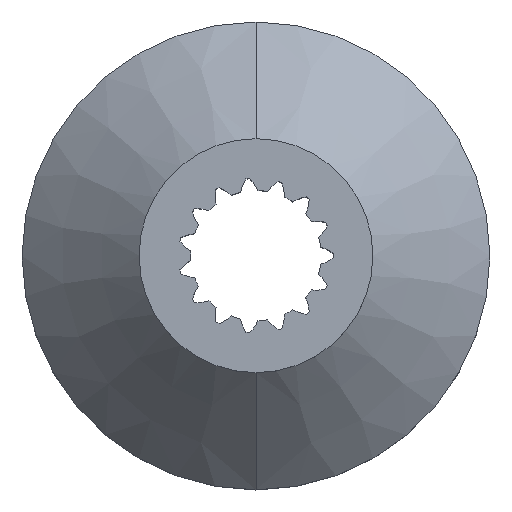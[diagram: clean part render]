
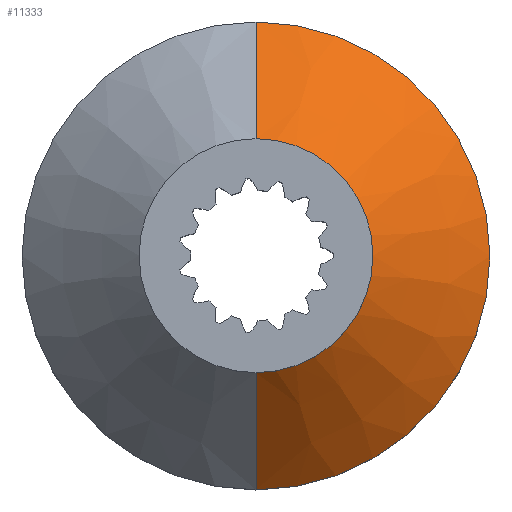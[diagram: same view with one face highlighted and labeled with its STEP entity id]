
A CAD part, top view. The second image highlights one B-rep face of the part: STEP entity #11333.
In plain terms, the highlighted conical face has half-angle 46.019 degrees and reference radius 12.7 mm.
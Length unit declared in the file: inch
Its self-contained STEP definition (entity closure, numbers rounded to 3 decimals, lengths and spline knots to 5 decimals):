
#120 = VERTEX_POINT ( 'NONE', #8969 ) ;
#208 = CARTESIAN_POINT ( 'NONE',  ( 0., 0., 0.09667 ) ) ;
#225 = CIRCLE ( 'NONE', #11225, 0.25 ) ;
#361 = CONICAL_SURFACE ( 'NONE', #8780, 0.5, 0.803 ) ;
#453 = AXIS2_PLACEMENT_3D ( 'NONE', #5370, #1949, #1034 ) ;
#1034 = DIRECTION ( 'NONE',  ( 0., 1., 0. ) ) ;
#1178 = CIRCLE ( 'NONE', #453, 0.5 ) ;
#1562 = EDGE_CURVE ( 'NONE', #120, #8222, #1723, .T. ) ;
#1723 = CIRCLE ( 'NONE', #5534, 0.5 ) ;
#1949 = DIRECTION ( 'NONE',  ( 0., 0., -1. ) ) ;
#1980 = CARTESIAN_POINT ( 'NONE',  ( 0., 0., 0.33793 ) ) ;
#2021 = EDGE_CURVE ( 'NONE', #8222, #8302, #1178, .T. ) ;
#2885 = EDGE_CURVE ( 'NONE', #9794, #4877, #225, .T. ) ;
#2897 = DIRECTION ( 'NONE',  ( 0., 1., 0. ) ) ;
#2904 = DIRECTION ( 'NONE',  ( 0., 1., 0. ) ) ;
#3017 = CARTESIAN_POINT ( 'NONE',  ( 0., -0.25, 0.33793 ) ) ;
#3296 = ORIENTED_EDGE ( 'NONE', *, *, #11224, .T. ) ;
#4686 = ORIENTED_EDGE ( 'NONE', *, *, #1562, .F. ) ;
#4877 = VERTEX_POINT ( 'NONE', #3017 ) ;
#5096 = VECTOR ( 'NONE', #6925, 39.37008 ) ;
#5176 = DIRECTION ( 'NONE',  ( 0., 0.72, -0.694 ) ) ;
#5330 = VECTOR ( 'NONE', #5176, 39.37008 ) ;
#5351 = LINE ( 'NONE', #11355, #5096 ) ;
#5370 = CARTESIAN_POINT ( 'NONE',  ( 0., 0., 0.09667 ) ) ;
#5454 = DIRECTION ( 'NONE',  ( 0., 0., -1. ) ) ;
#5534 = AXIS2_PLACEMENT_3D ( 'NONE', #6715, #10337, #10227 ) ;
#5864 = EDGE_LOOP ( 'NONE', ( #7551, #3296, #6205, #4686, #6120 ) ) ;
#6034 = LINE ( 'NONE', #9668, #5330 ) ;
#6120 = ORIENTED_EDGE ( 'NONE', *, *, #8511, .F. ) ;
#6184 = CARTESIAN_POINT ( 'NONE',  ( 0., 0.25, 0.33793 ) ) ;
#6205 = ORIENTED_EDGE ( 'NONE', *, *, #2021, .F. ) ;
#6279 = CARTESIAN_POINT ( 'NONE',  ( 0.5, 0., 0.09667 ) ) ;
#6465 = DIRECTION ( 'NONE',  ( 0., 0., -1. ) ) ;
#6715 = CARTESIAN_POINT ( 'NONE',  ( 0., 0., 0.09667 ) ) ;
#6925 = DIRECTION ( 'NONE',  ( 0., -0.72, -0.694 ) ) ;
#7551 = ORIENTED_EDGE ( 'NONE', *, *, #2885, .T. ) ;
#8222 = VERTEX_POINT ( 'NONE', #6279 ) ;
#8302 = VERTEX_POINT ( 'NONE', #9226 ) ;
#8511 = EDGE_CURVE ( 'NONE', #9794, #120, #6034, .T. ) ;
#8780 = AXIS2_PLACEMENT_3D ( 'NONE', #208, #6465, #2904 ) ;
#8969 = CARTESIAN_POINT ( 'NONE',  ( 0., 0.5, 0.09667 ) ) ;
#9226 = CARTESIAN_POINT ( 'NONE',  ( 0., -0.5, 0.09667 ) ) ;
#9668 = CARTESIAN_POINT ( 'NONE',  ( 0., 0.5, 0.09667 ) ) ;
#9794 = VERTEX_POINT ( 'NONE', #6184 ) ;
#10227 = DIRECTION ( 'NONE',  ( 0., 1., 0. ) ) ;
#10337 = DIRECTION ( 'NONE',  ( 0., 0., -1. ) ) ;
#10712 = FACE_OUTER_BOUND ( 'NONE', #5864, .T. ) ;
#11224 = EDGE_CURVE ( 'NONE', #4877, #8302, #5351, .T. ) ;
#11225 = AXIS2_PLACEMENT_3D ( 'NONE', #1980, #5454, #2897 ) ;
#11333 = ADVANCED_FACE ( 'NONE', ( #10712 ), #361, .T. ) ;
#11355 = CARTESIAN_POINT ( 'NONE',  ( 0., -0.5, 0.09667 ) ) ;
